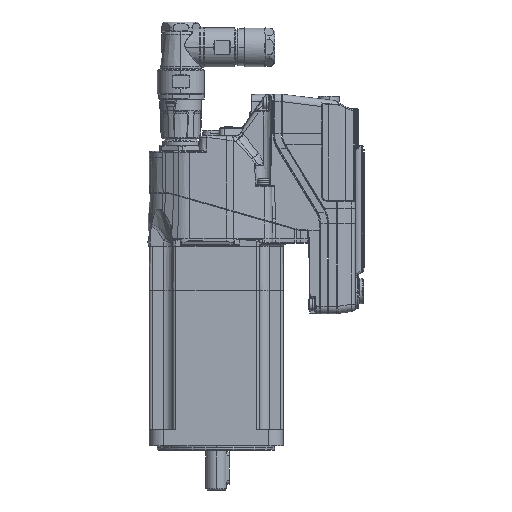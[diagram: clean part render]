
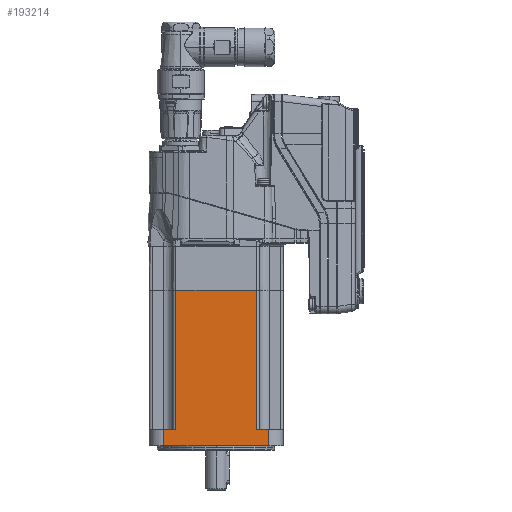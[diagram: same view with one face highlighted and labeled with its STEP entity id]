
A CAD part, left-side view. The second image highlights one B-rep face of the part: STEP entity #193214.
In plain terms, the highlighted face is planar.
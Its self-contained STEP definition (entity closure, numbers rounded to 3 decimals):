
#187352=DIRECTION('',(0.,-1.,0.));
#187353=VECTOR('',#187352,71.3);
#187354=CARTESIAN_POINT('',(-0.5,35.65,45.65));
#187355=LINE('',#187354,#187353);
#187649=DIRECTION('',(1.,0.,0.));
#187650=VECTOR('',#187649,11.);
#187651=CARTESIAN_POINT('',(-11.5,35.65,45.65));
#187652=LINE('',#187651,#187650);
#187667=DIRECTION('',(0.,1.,0.));
#187668=VECTOR('',#187667,8.15);
#187669=CARTESIAN_POINT('',(-11.5,27.5,45.65));
#187670=LINE('',#187669,#187668);
#187737=DIRECTION('',(1.,0.,0.));
#187738=VECTOR('',#187737,95.);
#187739=CARTESIAN_POINT('',(-106.5,27.5,45.65));
#187740=LINE('',#187739,#187738);
#187746=DIRECTION('',(0.,1.,0.));
#187747=VECTOR('',#187746,55.);
#187748=CARTESIAN_POINT('',(-106.5,-27.5,45.65));
#187749=LINE('',#187748,#187747);
#187750=DIRECTION('',(-1.,0.,0.));
#187751=VECTOR('',#187750,11.);
#187752=CARTESIAN_POINT('',(-0.5,-35.65,45.65));
#187753=LINE('',#187752,#187751);
#187763=DIRECTION('',(0.,1.,0.));
#187764=VECTOR('',#187763,8.15);
#187765=CARTESIAN_POINT('',(-11.5,-35.65,45.65));
#187766=LINE('',#187765,#187764);
#187804=DIRECTION('',(-1.,0.,0.));
#187805=VECTOR('',#187804,95.);
#187806=CARTESIAN_POINT('',(-11.5,-27.5,45.65));
#187807=LINE('',#187806,#187805);
#190416=CARTESIAN_POINT('',(-11.5,-27.5,45.65));
#190418=VERTEX_POINT('',#190416);
#190430=CARTESIAN_POINT('',(-11.5,-35.65,45.65));
#190431=VERTEX_POINT('',#190430);
#190442=CARTESIAN_POINT('',(-11.5,27.5,45.65));
#190443=VERTEX_POINT('',#190442);
#190444=CARTESIAN_POINT('',(-11.5,35.65,45.65));
#190445=VERTEX_POINT('',#190444);
#190529=CARTESIAN_POINT('',(-0.5,35.65,45.65));
#190530=VERTEX_POINT('',#190529);
#190531=CARTESIAN_POINT('',(-0.5,-35.65,45.65));
#190532=VERTEX_POINT('',#190531);
#191161=CARTESIAN_POINT('',(-106.5,27.5,45.65));
#191162=VERTEX_POINT('',#191161);
#191163=CARTESIAN_POINT('',(-106.5,-27.5,45.65));
#191164=VERTEX_POINT('',#191163);
#193196=CARTESIAN_POINT('',(-120.,0.,45.65));
#193197=DIRECTION('',(0.,0.,1.));
#193198=DIRECTION('',(1.,0.,0.));
#193199=AXIS2_PLACEMENT_3D('',#193196,#193197,#193198);
#193200=PLANE('',#193199);
#193201=ORIENTED_EDGE('',*,*,#193183,.T.);
#193202=ORIENTED_EDGE('',*,*,#193070,.T.);
#193203=ORIENTED_EDGE('',*,*,#193049,.T.);
#193204=ORIENTED_EDGE('',*,*,#192589,.T.);
#193206=ORIENTED_EDGE('',*,*,#193205,.T.);
#193208=ORIENTED_EDGE('',*,*,#193207,.T.);
#193210=ORIENTED_EDGE('',*,*,#193209,.T.);
#193211=ORIENTED_EDGE('',*,*,#192934,.T.);
#193212=EDGE_LOOP('',(#193201,#193202,#193203,#193204,#193206,#193208,#193210,
#193211));
#193213=FACE_OUTER_BOUND('',#193212,.F.);
#193214=ADVANCED_FACE('',(#193213),#193200,.T.);
#192589=EDGE_CURVE('',#190530,#190532,#187355,.T.);
#192934=EDGE_CURVE('',#191164,#191162,#187749,.T.);
#193049=EDGE_CURVE('',#190445,#190530,#187652,.T.);
#193070=EDGE_CURVE('',#190443,#190445,#187670,.T.);
#193183=EDGE_CURVE('',#191162,#190443,#187740,.T.);
#193205=EDGE_CURVE('',#190532,#190431,#187753,.T.);
#193207=EDGE_CURVE('',#190431,#190418,#187766,.T.);
#193209=EDGE_CURVE('',#190418,#191164,#187807,.T.);
